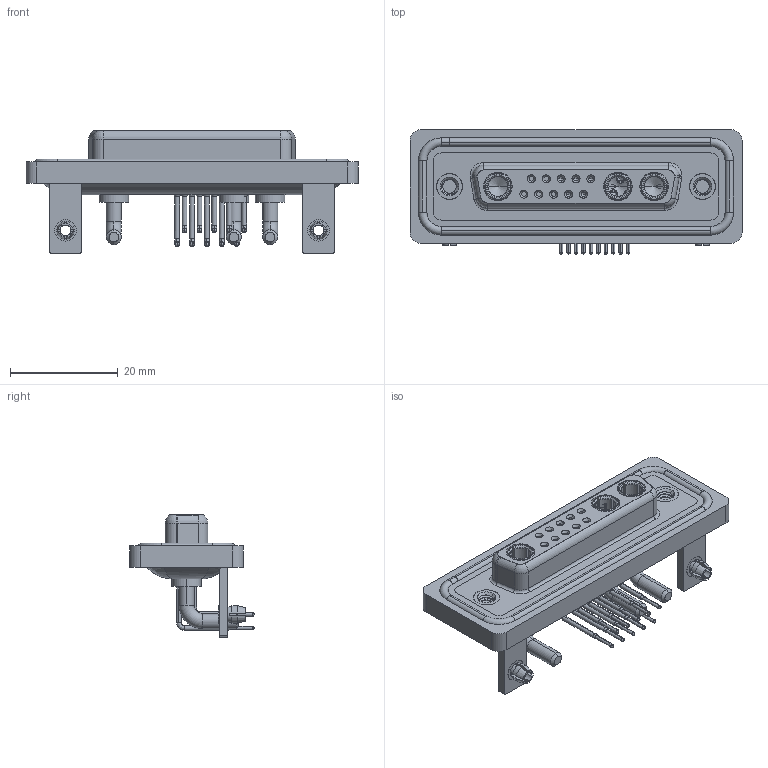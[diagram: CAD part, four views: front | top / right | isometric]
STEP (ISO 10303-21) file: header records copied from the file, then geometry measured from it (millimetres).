
FILE_DESCRIPTION (( 'STEP AP203' ), '1' );
FILE_NAME ('630W13W3240-2NB.STEP', '2024-04-12T01:24:49', ( '' ), ( '' ), 'SwSTEP 2.0', 'SolidWorks 2023', '' );
FILE_SCHEMA (( 'CONFIG_CONTROL_DESIGN' ));
Length unit declared in the file: millimetre
Products named in the file (11): 630Combo Stabilizer Bracket_50 Contacts; 630Combo Board Lock_50 Contacts; 630Combo Contact Row 1_50 Contacts; 630Combo Threaded Rivet_A; 630Combo Housing_13W3; 630Combo Waterproof Housing_25 Contacts; Power Socket_20A RA; 630Combo Shell Front_25 Contacts; 630Combo Contact Row 2_50 Contacts; 630W13W3240-2NB; 630Combo Shell Rear_25 Contacts
Assembly tree (23 placements, depth 2):
  630W13W3240-2NB
    630Combo Housing_13W3
    630Combo Shell Front_25 Contacts
    630Combo Shell Rear_25 Contacts
    630Combo Threaded Rivet_A  x2
    630Combo Stabilizer Bracket_50 Contacts  x2
    630Combo Board Lock_50 Contacts  x2
    Power Socket_20A RA  x3
    630Combo Contact Row 1_50 Contacts  x5
    630Combo Contact Row 2_50 Contacts  x5
    630Combo Waterproof Housing_25 Contacts
Bounding box: 61.75 x 23.12 x 22.8 mm (x, y, z)
Volume: 8865.8 mm3; surface area: 15245.4 mm2
Topology: 27 solids, 27 shells, 1284 faces, 3291 edges, 2091 vertices
Faces by surface type: cylinder 547, plane 410, cone 185, torus 89, bspline 53
Entity records: 25177 total; most frequent: CARTESIAN_POINT 6090, DIRECTION 3939, ORIENTED_EDGE 3542, EDGE_CURVE 1771, AXIS2_PLACEMENT_3D 1595, VERTEX_POINT 1135, CIRCLE 867, EDGE_LOOP 824
